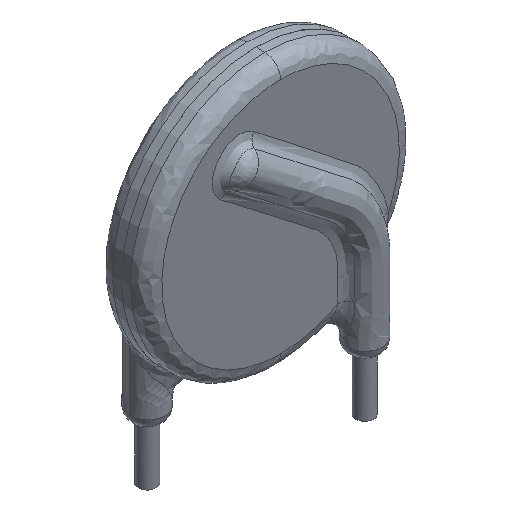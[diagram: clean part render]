
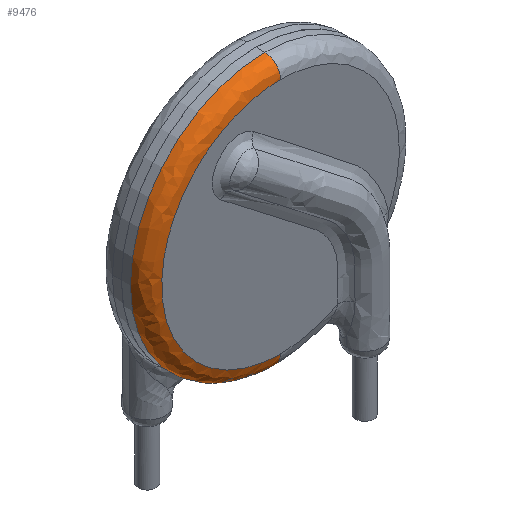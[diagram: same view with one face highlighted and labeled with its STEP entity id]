
A CAD part, isometric view. The second image highlights one B-rep face of the part: STEP entity #9476.
In plain terms, the highlighted free-form (B-spline) face has degree [3, 3] with [4, 7] control points.
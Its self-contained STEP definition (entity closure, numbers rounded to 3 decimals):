
#86 = CARTESIAN_POINT ( 'NONE',  ( -5.678, -1.1, 3.576 ) ) ;
#200 = CARTESIAN_POINT ( 'NONE',  ( -3.128, -1.1, 12.3 ) ) ;
#237 = CARTESIAN_POINT ( 'NONE',  ( -6., -0.4, 6.943 ) ) ;
#284 = CIRCLE ( 'NONE', #5172, 0.7 ) ;
#632 = VERTEX_POINT ( 'NONE', #2438 ) ;
#701 = EDGE_CURVE ( 'NONE', #4052, #632, #6659, .T. ) ;
#940 = CARTESIAN_POINT ( 'NONE',  ( -5.71, -1.1, 6.946 ) ) ;
#1051 = CARTESIAN_POINT ( 'NONE',  ( -3.262, -1.1, 1.227 ) ) ;
#1092 = AXIS2_PLACEMENT_3D ( 'NONE', #7392, #9903, #3194 ) ;
#1166 = DIRECTION ( 'NONE',  ( 0., 1., 0. ) ) ;
#1604 = CARTESIAN_POINT ( 'NONE',  ( 0.113, -0.4, 1.001 ) ) ;
#1786 = CARTESIAN_POINT ( 'NONE',  ( -3.541, -0.4, 13. ) ) ;
#1863 = CARTESIAN_POINT ( 'NONE',  ( -5.3, -1.1, 6.95 ) ) ;
#1978 = EDGE_CURVE ( 'NONE', #2701, #4052, #5157, .T. ) ;
#2155 = CARTESIAN_POINT ( 'NONE',  ( 0., -0.4, 13. ) ) ;
#2438 = CARTESIAN_POINT ( 'NONE',  ( 0., -1.1, 12.3 ) ) ;
#2559 = DIRECTION ( 'NONE',  ( 0., 0., 1. ) ) ;
#2636 = ORIENTED_EDGE ( 'NONE', *, *, #1978, .T. ) ;
#2669 = CARTESIAN_POINT ( 'NONE',  ( -5.329, -1.1, 10.078 ) ) ;
#2701 = VERTEX_POINT ( 'NONE', #8801 ) ;
#2792 = CARTESIAN_POINT ( 'NONE',  ( 0., -1.1, 12.3 ) ) ;
#3194 = DIRECTION ( 'NONE',  ( 0., 0., -1. ) ) ;
#3363 = CARTESIAN_POINT ( 'NONE',  ( 0., -1.1, 12.3 ) ) ;
#3550 = CARTESIAN_POINT ( 'NONE',  ( -5.27, -1.1, 3.822 ) ) ;
#3704 = ORIENTED_EDGE ( 'NONE', *, *, #9375, .F. ) ;
#4052 = VERTEX_POINT ( 'NONE', #6365 ) ;
#4084 = CIRCLE ( 'NONE', #7890, 6. ) ;
#4408 = CARTESIAN_POINT ( 'NONE',  ( 0.108, -1.1, 1.291 ) ) ;
#4780 = ORIENTED_EDGE ( 'NONE', *, *, #701, .T. ) ;
#4868 = EDGE_CURVE ( 'NONE', #2701, #6318, #4084, .T. ) ;
#5140 = CARTESIAN_POINT ( 'NONE',  ( -3.427, -0.81, 0.934 ) ) ;
#5157 = CIRCLE ( 'NONE', #1092, 0.7 ) ;
#5172 = AXIS2_PLACEMENT_3D ( 'NONE', #5846, #6685, #2559 ) ;
#5176 = CARTESIAN_POINT ( 'NONE',  ( 0., -0.81, 13. ) ) ;
#5214 = CARTESIAN_POINT ( 'NONE',  ( 0.1, -1.1, 1.701 ) ) ;
#5846 = CARTESIAN_POINT ( 'NONE',  ( 0., -0.4, 12.3 ) ) ;
#5955 = CARTESIAN_POINT ( 'NONE',  ( -5.966, -0.4, 3.403 ) ) ;
#5976 = CARTESIAN_POINT ( 'NONE',  ( -10.6, -1.1, 12.3 ) ) ;
#6018 = CARTESIAN_POINT ( 'NONE',  ( -6.033, -0.4, 10.484 ) ) ;
#6212 = DIRECTION ( 'NONE',  ( 0., 0., -1. ) ) ;
#6216 = FACE_OUTER_BOUND ( 'NONE', #8671, .T. ) ;
#6318 = VERTEX_POINT ( 'NONE', #2155 ) ;
#6365 = CARTESIAN_POINT ( 'NONE',  ( 0., -1.1, 1.7 ) ) ;
#6659 =( BOUNDED_CURVE ( )  B_SPLINE_CURVE ( 3, ( #10032, #9324, #5976, #3363 ),
 .UNSPECIFIED., .F., .F. ) 
 B_SPLINE_CURVE_WITH_KNOTS ( ( 4, 4 ),
 ( 0.089, 0.646 ),
 .UNSPECIFIED. ) 
 CURVE ( )  GEOMETRIC_REPRESENTATION_ITEM ( )  RATIONAL_B_SPLINE_CURVE ( ( 1., 0.333, 0.333, 1. ) ) 
 REPRESENTATION_ITEM ( '' )  );
#6685 = DIRECTION ( 'NONE',  ( 1., 0., 0. ) ) ;
#6938 = CARTESIAN_POINT ( 'NONE',  ( -3.541, -0.81, 13. ) ) ;
#7392 = CARTESIAN_POINT ( 'NONE',  ( 0., -0.4, 1.7 ) ) ;
#7713 = CARTESIAN_POINT ( 'NONE',  ( -5.966, -0.81, 3.403 ) ) ;
#7890 = AXIS2_PLACEMENT_3D ( 'NONE', #8678, #1166, #6212 ) ;
#8520 = CARTESIAN_POINT ( 'NONE',  ( 0., -1.1, 12.71 ) ) ;
#8559 = CARTESIAN_POINT ( 'NONE',  ( -6.033, -0.81, 10.484 ) ) ;
#8638 = CARTESIAN_POINT ( 'NONE',  ( -3.027, -1.1, 1.642 ) ) ;
#8671 = EDGE_LOOP ( 'NONE', ( #9452, #2636, #4780, #3704 ) ) ;
#8678 = CARTESIAN_POINT ( 'NONE',  ( 0., -0.4, 7. ) ) ;
#8801 = CARTESIAN_POINT ( 'NONE',  ( 0., -0.4, 1. ) ) ;
#9324 = CARTESIAN_POINT ( 'NONE',  ( -10.6, -1.1, 1.7 ) ) ;
#9369 = CARTESIAN_POINT ( 'NONE',  ( -3.37, -1.1, 12.71 ) ) ;
#9375 = EDGE_CURVE ( 'NONE', #6318, #632, #284, .T. ) ;
#9408 = CARTESIAN_POINT ( 'NONE',  ( -5.742, -1.1, 10.316 ) ) ;
#9452 = ORIENTED_EDGE ( 'NONE', *, *, #4868, .F. ) ;
#9476 = ADVANCED_FACE ( 'NONE', ( #6216 ), #10307, .T. ) ;
#9482 = CARTESIAN_POINT ( 'NONE',  ( 0.113, -0.81, 1.001 ) ) ;
#9903 = DIRECTION ( 'NONE',  ( -1., 0., 0. ) ) ;
#10032 = CARTESIAN_POINT ( 'NONE',  ( 0., -1.1, 1.7 ) ) ;
#10117 = CARTESIAN_POINT ( 'NONE',  ( -3.427, -0.4, 0.934 ) ) ;
#10216 = CARTESIAN_POINT ( 'NONE',  ( 0., -0.4, 13. ) ) ;
#10254 = CARTESIAN_POINT ( 'NONE',  ( -6., -0.81, 6.943 ) ) ;
#10307 =( BOUNDED_SURFACE ( )  B_SPLINE_SURFACE ( 3, 3, ( 
 ( #1604, #10117, #5955, #237, #6018, #1786, #10216 ),
 ( #9482, #5140, #7713, #10254, #8559, #6938, #5176 ),
 ( #4408, #1051, #86, #940, #9408, #9369, #8520 ),
 ( #5214, #8638, #3550, #1863, #2669, #200, #2792 ) ),
 .UNSPECIFIED., .F., .F., .T. ) 
 B_SPLINE_SURFACE_WITH_KNOTS ( ( 4, 4 ),
 ( 4, 3, 4 ),
 ( 0., 1. ),
 ( 0., 0.5, 1. ),
 .UNSPECIFIED. ) 
 GEOMETRIC_REPRESENTATION_ITEM ( )  RATIONAL_B_SPLINE_SURFACE ( (
 ( 1., 0.803, 0.803, 1., 0.803, 0.803, 1.),
 ( 0.805, 0.646, 0.646, 0.805, 0.646, 0.646, 0.805),
 ( 0.805, 0.646, 0.646, 0.805, 0.646, 0.646, 0.805),
 ( 1., 0.803, 0.803, 1., 0.803, 0.803, 1.) ) ) 
 REPRESENTATION_ITEM ( '' )  SURFACE ( )  );
